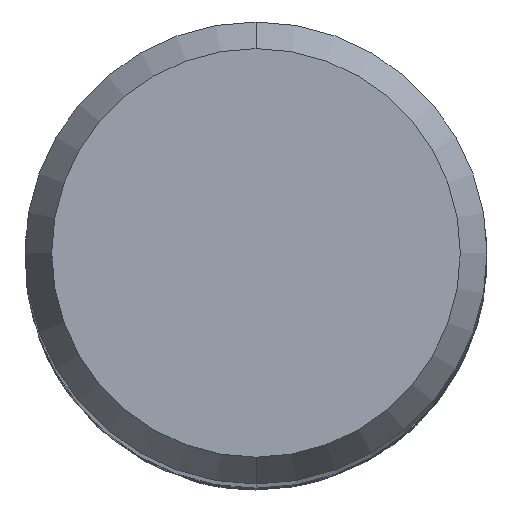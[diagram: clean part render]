
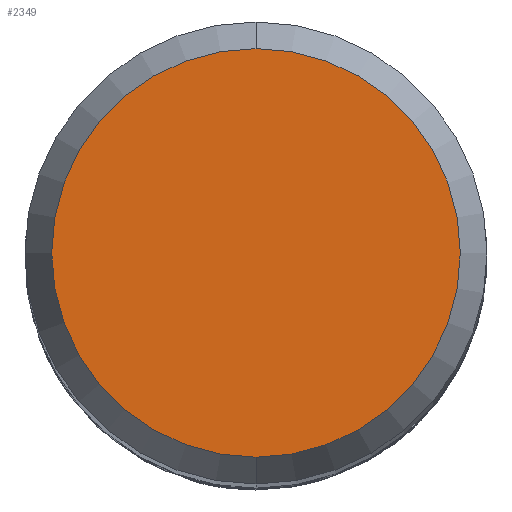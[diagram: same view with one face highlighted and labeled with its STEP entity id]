
A CAD part, top view. The second image highlights one B-rep face of the part: STEP entity #2349.
In plain terms, the highlighted planar face has unit normal (0, 0, 1).
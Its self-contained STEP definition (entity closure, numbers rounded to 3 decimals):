
#2349=ADVANCED_FACE('',(#4855),#4856,.T.);
#2353=VERTEX_POINT('',#4861);
#2587=EDGE_CURVE('',#2353,#3255,#5110,.T.);
#3255=VERTEX_POINT('',#5844);
#3477=EDGE_CURVE('',#3255,#2353,#6086,.T.);
#4855=FACE_OUTER_BOUND('',#15868,.T.);
#4856=PLANE('',#15869);
#4861=CARTESIAN_POINT('',(0.,-3.538,0.0));
#5110=CIRCLE('',#18309,3.538);
#5844=CARTESIAN_POINT('',(0.0,3.538,0.0));
#6086=CIRCLE('',#28284,3.538);
#15868=EDGE_LOOP('',(#31424,#31425));
#15869=AXIS2_PLACEMENT_3D('',#31426,#31427,#31428);
#18309=AXIS2_PLACEMENT_3D('',#31680,#31681,#31682);
#28284=AXIS2_PLACEMENT_3D('',#32786,#32787,#32788);
#31424=ORIENTED_EDGE('',*,*,#3477,.F.);
#31425=ORIENTED_EDGE('',*,*,#2587,.F.);
#31426=CARTESIAN_POINT('',(0.0,1.769,0.0));
#31427=DIRECTION('',(-0.0,0.0,1.0));
#31428=DIRECTION('',(0.0,-1.0,0.0));
#31680=CARTESIAN_POINT('',(0.0,0.0,0.0));
#31681=DIRECTION('',(0.0,0.0,-1.0));
#31682=DIRECTION('',(0.0,1.0,0.0));
#32786=CARTESIAN_POINT('',(0.0,0.0,0.0));
#32787=DIRECTION('',(0.0,0.0,-1.0));
#32788=DIRECTION('',(0.0,1.0,0.0));
